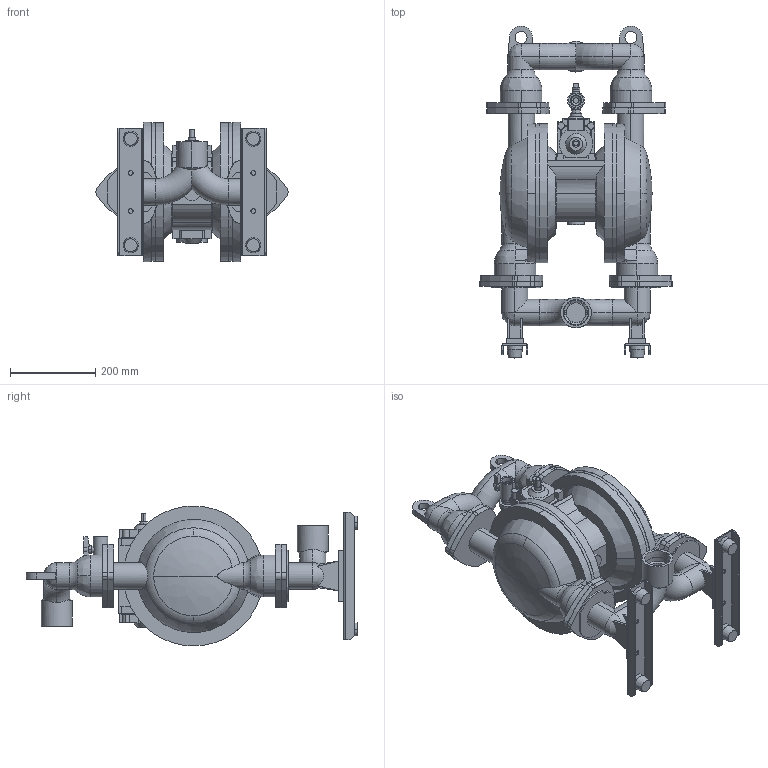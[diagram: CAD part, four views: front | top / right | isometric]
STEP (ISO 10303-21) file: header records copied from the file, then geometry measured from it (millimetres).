
FILE_DESCRIPTION (( 'STEP AP214' ), '1' );
FILE_NAME ('NDP-50BF_.STEP', '2009-03-04T06:58:29', ( ' ' ), ( ' ' ), 'SwSTEP 2.0', 'SolidWorks 2006303', '' );
FILE_SCHEMA (( 'AUTOMOTIVE_DESIGN' ));
Length unit declared in the file: millimetre
Products named in the file (1): NDP-50BF_
Bounding box: 451.41 x 779.2 x 328.57 mm (x, y, z)
Volume: 24179673.2 mm3; surface area: 1364372.6 mm2
Topology: 1 solids, 1 shells, 671 faces, 1767 edges, 1148 vertices
Faces by surface type: plane 290, cylinder 276, cone 62, bspline 23, torus 20
Entity records: 23037 total; most frequent: CARTESIAN_POINT 6134, DIRECTION 3637, ORIENTED_EDGE 3510, EDGE_CURVE 1755, AXIS2_PLACEMENT_3D 1375, VERTEX_POINT 1148, VECTOR 887, LINE 887
